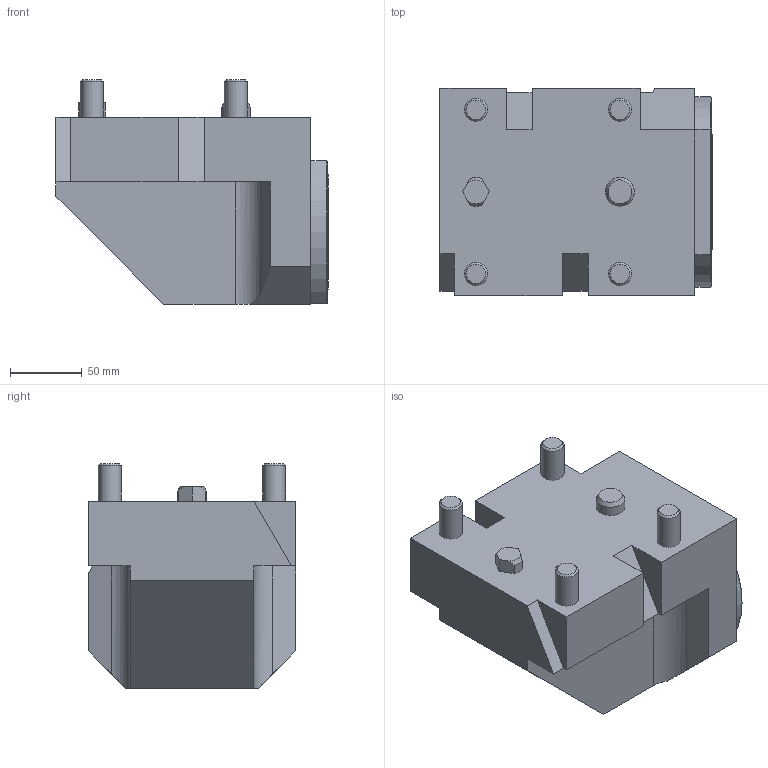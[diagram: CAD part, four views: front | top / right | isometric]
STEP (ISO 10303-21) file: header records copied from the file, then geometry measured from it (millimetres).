
FILE_DESCRIPTION(/* description */ (''),/* implementation_level */ '2;1');
FILE_NAME(/* name */ '1533285807325.stp',/* time_stamp */ '2018-08-03T14:13:37+06:00',/* author */ (''),/* organization */ ('SMS'),/* preprocessor_version */ 'ST-DEVELOPER v15',/* originating_system */ 'SIEMENS PLM Software NX 8.5',/* authorisation */ '');
FILE_SCHEMA (('AUTOMOTIVE_DESIGN { 1 0 10303 214 3 1 1 1 }'));
Length unit declared in the file: millimetre
Products named in the file (1): 201625519mod000_00
Bounding box: 189 x 144 x 156 mm (x, y, z)
Volume: 2343968.5 mm3; surface area: 140414 mm2
Topology: 1 solids, 1 shells, 74 faces, 182 edges, 123 vertices
Faces by surface type: plane 46, cone 15, cylinder 13
Full cylindrical faces by diameter (mm): 5 x1, 16 x4, 20 x1, 80 x1
Entity records: 2201 total; most frequent: CARTESIAN_POINT 438, DIRECTION 360, ORIENTED_EDGE 330, EDGE_CURVE 165, AXIS2_PLACEMENT_3D 126, VERTEX_POINT 115, LINE 108, VECTOR 108
